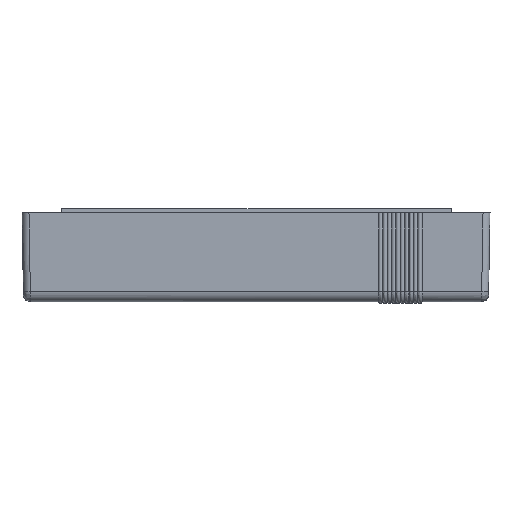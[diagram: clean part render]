
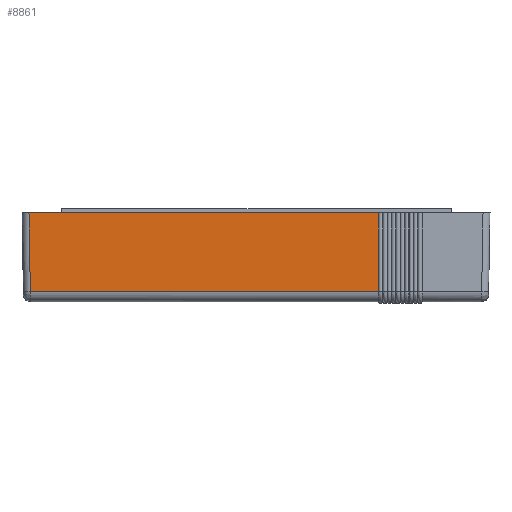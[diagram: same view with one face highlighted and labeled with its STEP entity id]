
A CAD part, front view. The second image highlights one B-rep face of the part: STEP entity #8861.
In plain terms, the highlighted planar face has unit normal (0, -1, -0.018).
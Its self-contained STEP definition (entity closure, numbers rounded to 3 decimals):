
#363=CARTESIAN_POINT('',(35.163,-67.6,0.));
#364=VERTEX_POINT('',#363);
#5449=CARTESIAN_POINT('',(35.163,-67.206,-22.552));
#5450=VERTEX_POINT('',#5449);
#5561=CARTESIAN_POINT('',(35.163,-67.206,-22.552));
#5562=DIRECTION('',(0.0,-0.017,1.));
#5563=VECTOR('',#5562,22.556);
#5564=LINE('',#5561,#5563);
#5565=EDGE_CURVE('',#5450,#364,#5564,.T.);
#8658=CARTESIAN_POINT('',(-64.757,-67.206,-22.552));
#8659=VERTEX_POINT('',#8658);
#8660=CARTESIAN_POINT('',(35.163,-67.206,-22.552));
#8661=DIRECTION('',(-1.0,0.0,0.0));
#8662=VECTOR('',#8661,99.919);
#8663=LINE('',#8660,#8662);
#8664=EDGE_CURVE('',#5450,#8659,#8663,.T.);
#8838=CARTESIAN_POINT('',(-67.15,-67.6,0.0));
#8839=DIRECTION('',(0.0,-1.,-0.017));
#8840=DIRECTION('',(-1.0,0.0,0.0));
#8841=AXIS2_PLACEMENT_3D('',#8838,#8839,#8840);
#8842=PLANE('',#8841);
#8843=ORIENTED_EDGE('',*,*,#5565,.T.);
#8844=CARTESIAN_POINT('',(-65.15,-67.6,0.0));
#8845=VERTEX_POINT('',#8844);
#8846=CARTESIAN_POINT('',(35.163,-67.6,0.));
#8847=DIRECTION('',(-1.0,0.0,0.0));
#8848=VECTOR('',#8847,100.313);
#8849=LINE('',#8846,#8848);
#8850=EDGE_CURVE('',#364,#8845,#8849,.T.);
#8851=ORIENTED_EDGE('',*,*,#8850,.T.);
#8852=CARTESIAN_POINT('',(-64.757,-67.206,-22.552));
#8853=DIRECTION('',(-0.017,-0.017,1.));
#8854=VECTOR('',#8853,22.559);
#8855=LINE('',#8852,#8854);
#8856=EDGE_CURVE('',#8659,#8845,#8855,.T.);
#8857=ORIENTED_EDGE('',*,*,#8856,.F.);
#8858=ORIENTED_EDGE('',*,*,#8664,.F.);
#8859=EDGE_LOOP('',(#8843,#8851,#8857,#8858));
#8860=FACE_OUTER_BOUND('',#8859,.T.);
#8861=ADVANCED_FACE('',(#8860),#8842,.T.);
